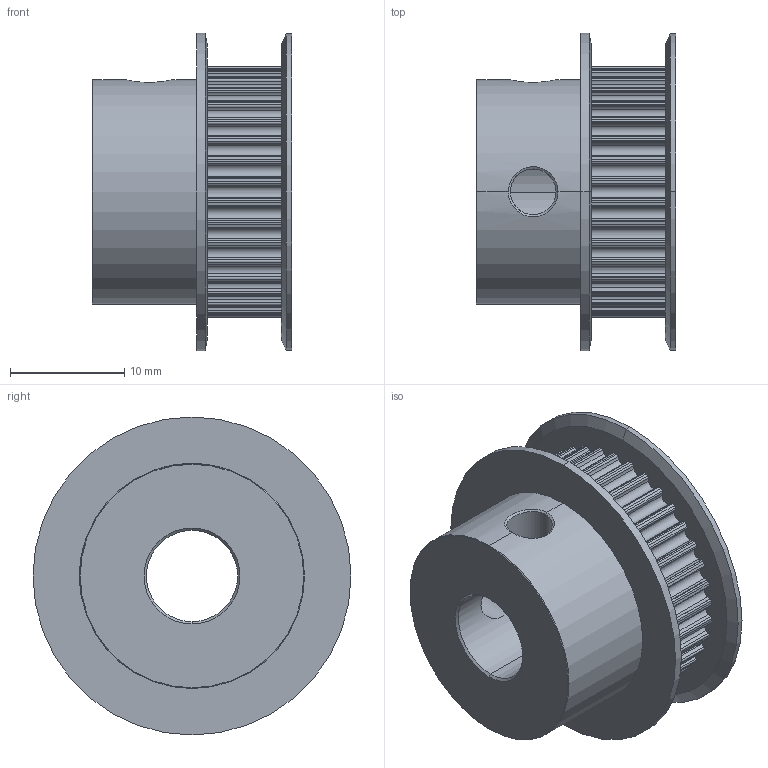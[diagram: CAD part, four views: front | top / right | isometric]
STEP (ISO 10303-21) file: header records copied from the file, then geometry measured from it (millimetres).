
FILE_DESCRIPTION (( 'STEP AP214' ), '1' );
FILE_NAME ('2GT-36T.STEP', '2025-09-11T13:16:41', ( '' ), ( '' ), 'SwSTEP 2.0', 'SolidWorks 2025', '' );
FILE_SCHEMA (( 'AUTOMOTIVE_DESIGN' ));
Length unit declared in the file: millimetre
Products named in the file (1): 2GT-36T
Bounding box: 17.5 x 27.85 x 27.85 mm (x, y, z)
Volume: 5148.8 mm3; surface area: 3470.8 mm2
Topology: 1 solids, 1 shells, 319 faces, 930 edges, 615 vertices
Faces by surface type: cylinder 227, plane 78, cone 10, bspline 4
Entity records: 14004 total; most frequent: CARTESIAN_POINT 5124, DIRECTION 1999, ORIENTED_EDGE 1860, EDGE_CURVE 930, AXIS2_PLACEMENT_3D 772, VERTEX_POINT 615, CIRCLE 456, LINE 455
